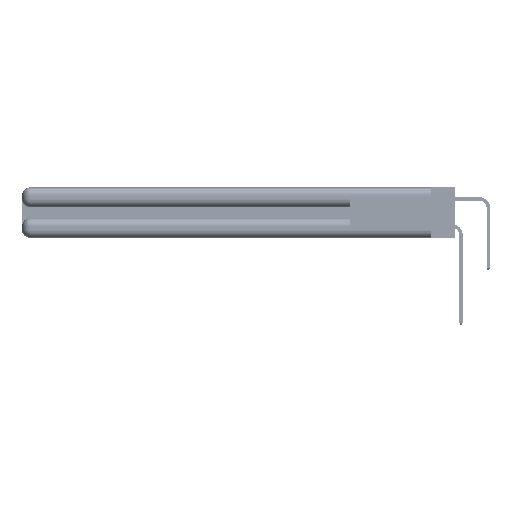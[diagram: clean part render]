
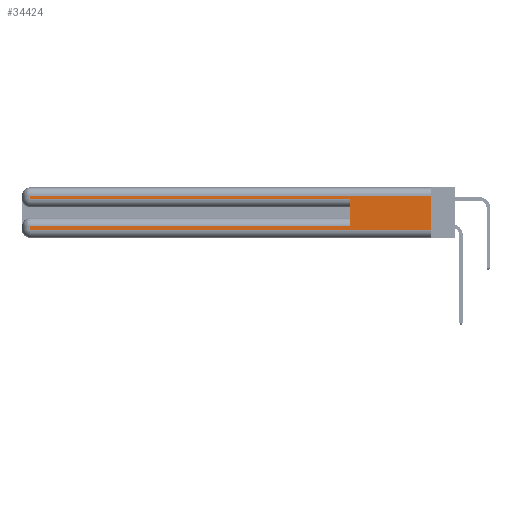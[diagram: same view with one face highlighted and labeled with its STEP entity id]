
A CAD part, left-side view. The second image highlights one B-rep face of the part: STEP entity #34424.
In plain terms, the highlighted planar face has unit normal (-1, 0, 0).
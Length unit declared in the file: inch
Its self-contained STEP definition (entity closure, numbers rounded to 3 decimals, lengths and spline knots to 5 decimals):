
#139 = DIRECTION ( 'NONE',  ( 0., 0., -1. ) ) ;
#546 = VERTEX_POINT ( 'NONE', #46603 ) ;
#2828 = EDGE_CURVE ( 'NONE', #41439, #23649, #28689, .T. ) ;
#6242 = ORIENTED_EDGE ( 'NONE', *, *, #37502, .F. ) ;
#6261 = VERTEX_POINT ( 'NONE', #33664 ) ;
#6481 = DIRECTION ( 'NONE',  ( 0., 0., 1. ) ) ;
#6840 = VERTEX_POINT ( 'NONE', #11994 ) ;
#9879 = VECTOR ( 'NONE', #139, 39.37008 ) ;
#11007 = AXIS2_PLACEMENT_3D ( 'NONE', #46618, #11244, #42361 ) ;
#11244 = DIRECTION ( 'NONE',  ( 1., 0., 0. ) ) ;
#11506 = CARTESIAN_POINT ( 'NONE',  ( 0., 2.94, 0.31 ) ) ;
#11994 = CARTESIAN_POINT ( 'NONE',  ( 0., 2.94, 0.285 ) ) ;
#12022 = VECTOR ( 'NONE', #19306, 39.37008 ) ;
#12028 = VECTOR ( 'NONE', #47497, 39.37008 ) ;
#13604 = CARTESIAN_POINT ( 'NONE',  ( 0., 0., 0.285 ) ) ;
#14482 = ORIENTED_EDGE ( 'NONE', *, *, #34777, .T. ) ;
#17134 = VECTOR ( 'NONE', #6481, 39.37008 ) ;
#17359 = CARTESIAN_POINT ( 'NONE',  ( 0., 0., 0.085 ) ) ;
#17853 = ORIENTED_EDGE ( 'NONE', *, *, #39787, .T. ) ;
#19306 = DIRECTION ( 'NONE',  ( 0., 0., -1. ) ) ;
#21220 = EDGE_CURVE ( 'NONE', #40694, #35776, #30241, .T. ) ;
#21510 = DIRECTION ( 'NONE',  ( 0., -1., 0. ) ) ;
#22018 = DIRECTION ( 'NONE',  ( 0., 1., 0. ) ) ;
#23649 = VERTEX_POINT ( 'NONE', #54394 ) ;
#25007 = LINE ( 'NONE', #17359, #47227 ) ;
#27021 = DIRECTION ( 'NONE',  ( 0., -1., 0. ) ) ;
#28009 = FACE_OUTER_BOUND ( 'NONE', #45164, .T. ) ;
#28689 = LINE ( 'NONE', #35116, #50894 ) ;
#28963 = PLANE ( 'NONE',  #11007 ) ;
#29168 = EDGE_CURVE ( 'NONE', #6261, #41439, #37085, .T. ) ;
#29295 = DIRECTION ( 'NONE',  ( 0., 1., 0. ) ) ;
#29865 = ORIENTED_EDGE ( 'NONE', *, *, #36374, .T. ) ;
#30193 = CARTESIAN_POINT ( 'NONE',  ( 0., 0.6, 0.285 ) ) ;
#30241 = LINE ( 'NONE', #55603, #52409 ) ;
#32442 = CARTESIAN_POINT ( 'NONE',  ( 0., 0., 0.31 ) ) ;
#33458 = VECTOR ( 'NONE', #27021, 39.37008 ) ;
#33664 = CARTESIAN_POINT ( 'NONE',  ( 0., 2.94, 0.085 ) ) ;
#34424 = ADVANCED_FACE ( 'NONE', ( #28009 ), #28963, .F. ) ;
#34777 = EDGE_CURVE ( 'NONE', #35776, #6840, #45334, .T. ) ;
#34838 = LINE ( 'NONE', #13604, #33458 ) ;
#35116 = CARTESIAN_POINT ( 'NONE',  ( 0., 0., 0.06 ) ) ;
#35488 = ORIENTED_EDGE ( 'NONE', *, *, #42232, .F. ) ;
#35720 = LINE ( 'NONE', #51939, #12028 ) ;
#35776 = VERTEX_POINT ( 'NONE', #11506 ) ;
#36374 = EDGE_CURVE ( 'NONE', #6840, #38146, #34838, .T. ) ;
#37025 = CARTESIAN_POINT ( 'NONE',  ( 0., 2.94, 0.37 ) ) ;
#37085 = LINE ( 'NONE', #37025, #12022 ) ;
#37403 = CARTESIAN_POINT ( 'NONE',  ( 0., 0.6, 0.145 ) ) ;
#37502 = EDGE_CURVE ( 'NONE', #40694, #23649, #35720, .T. ) ;
#38146 = VERTEX_POINT ( 'NONE', #30193 ) ;
#39787 = EDGE_CURVE ( 'NONE', #546, #6261, #25007, .T. ) ;
#40694 = VERTEX_POINT ( 'NONE', #32442 ) ;
#40779 = LINE ( 'NONE', #37403, #17134 ) ;
#41439 = VERTEX_POINT ( 'NONE', #50571 ) ;
#42232 = EDGE_CURVE ( 'NONE', #546, #38146, #40779, .T. ) ;
#42361 = DIRECTION ( 'NONE',  ( 0., 0., -1. ) ) ;
#45164 = EDGE_LOOP ( 'NONE', ( #6242, #55468, #14482, #29865, #35488, #17853, #52269, #50050 ) ) ;
#45334 = LINE ( 'NONE', #53345, #9879 ) ;
#46603 = CARTESIAN_POINT ( 'NONE',  ( 0., 0.6, 0.085 ) ) ;
#46618 = CARTESIAN_POINT ( 'NONE',  ( 0., 0., 0.37 ) ) ;
#47227 = VECTOR ( 'NONE', #22018, 39.37008 ) ;
#47497 = DIRECTION ( 'NONE',  ( 0., 0., -1. ) ) ;
#50050 = ORIENTED_EDGE ( 'NONE', *, *, #2828, .T. ) ;
#50571 = CARTESIAN_POINT ( 'NONE',  ( 0., 2.94, 0.06 ) ) ;
#50894 = VECTOR ( 'NONE', #21510, 39.37008 ) ;
#51939 = CARTESIAN_POINT ( 'NONE',  ( 0., 0., 0.37 ) ) ;
#52269 = ORIENTED_EDGE ( 'NONE', *, *, #29168, .T. ) ;
#52409 = VECTOR ( 'NONE', #29295, 39.37008 ) ;
#53345 = CARTESIAN_POINT ( 'NONE',  ( 0., 2.94, 0.37 ) ) ;
#54394 = CARTESIAN_POINT ( 'NONE',  ( 0., 0., 0.06 ) ) ;
#55468 = ORIENTED_EDGE ( 'NONE', *, *, #21220, .T. ) ;
#55603 = CARTESIAN_POINT ( 'NONE',  ( 0., 0., 0.31 ) ) ;
